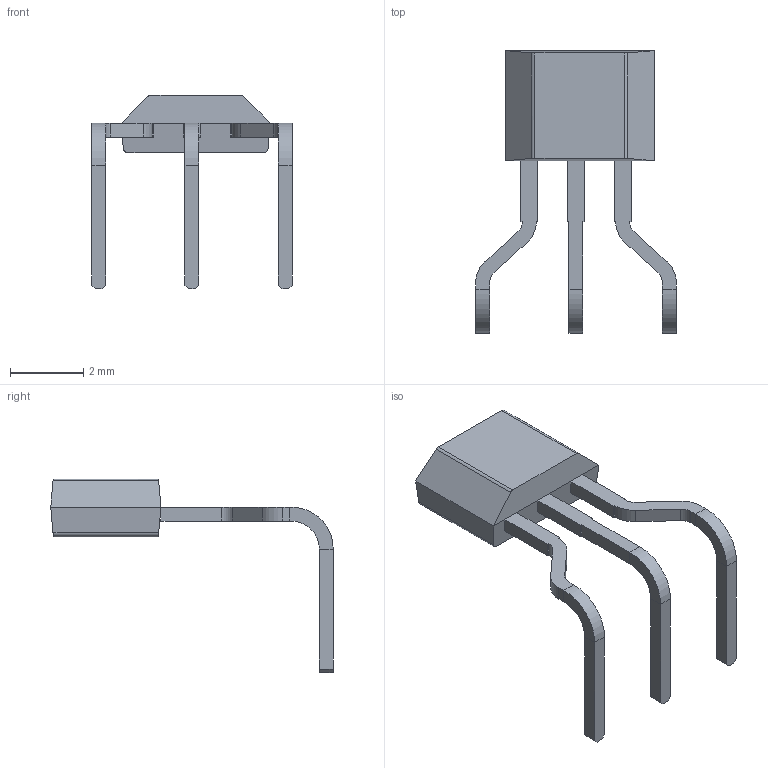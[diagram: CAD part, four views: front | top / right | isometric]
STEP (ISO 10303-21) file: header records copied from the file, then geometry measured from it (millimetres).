
FILE_DESCRIPTION(/* description */ (''),/* implementation_level */ '2;1');
FILE_NAME(/* name */ 'TO-92 flat Formed Leads Horizontal Back.step',/* time_stamp */ '2025-04-03T01:46:55+02:00',/* author */ (''),/* organization */ (''),/* preprocessor_version */ 'ST-DEVELOPER v18.1',/* originating_system */ 'Autodesk Inventor 2021',/* authorisation */ '');
FILE_SCHEMA (('AUTOMOTIVE_DESIGN { 1 0 10303 214 3 1 1 }'));
Length unit declared in the file: millimetre
Products named in the file (1): TO-92 flat Formed Leads Horizontal Back
Bounding box: 5.46 x 7.69 x 5.27 mm (x, y, z)
Volume: 16.8 mm3; surface area: 81.9 mm2
Topology: 1 solids, 4 shells, 83 faces, 208 edges, 132 vertices
Faces by surface type: plane 63, cylinder 12, bspline 8
Entity records: 2854 total; most frequent: CARTESIAN_POINT 796, ORIENTED_EDGE 400, DIRECTION 366, EDGE_CURVE 206, LINE 166, VECTOR 166, VERTEX_POINT 128, AXIS2_PLACEMENT_3D 100
